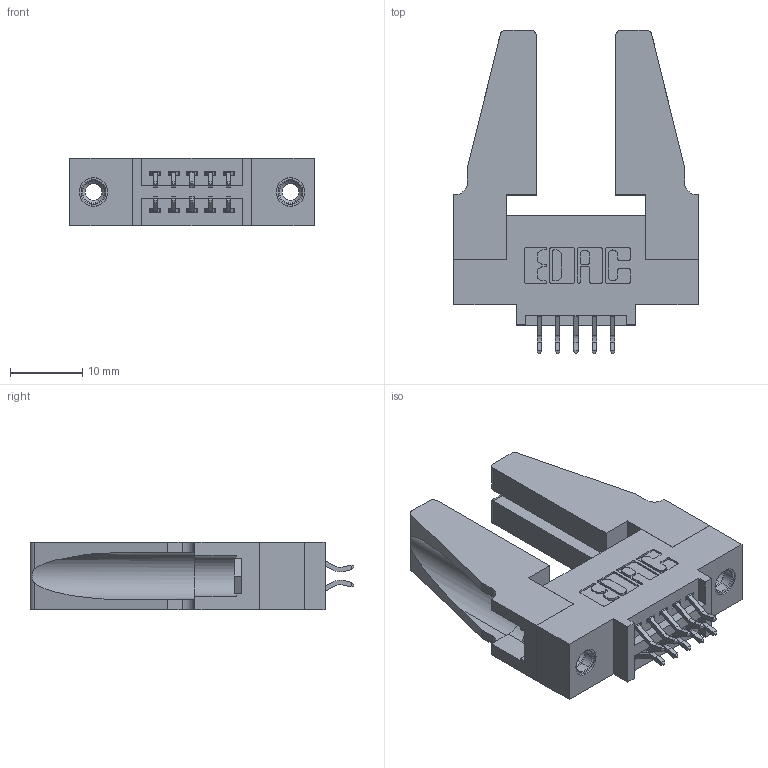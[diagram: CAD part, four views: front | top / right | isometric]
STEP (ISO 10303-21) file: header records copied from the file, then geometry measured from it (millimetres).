
FILE_DESCRIPTION (( 'STEP AP203' ), '1' );
FILE_NAME ('395-010-556-588.STEP', '2019-10-15T12:06:27', ( '' ), ( '' ), 'SwSTEP 2.0', 'SolidWorks 2016', '' );
FILE_SCHEMA (( 'CONFIG_CONTROL_DESIGN' ));
Length unit declared in the file: inch
Products named in the file (5): 345 Part_0.110 Offset - 0.156 Dia-TH; 345-292-001_556 Tail; 345-250-001_345-250-001-102; 345-220-078_345-220-088; 395-010-556-588
Assembly tree (15 placements, depth 2):
  395-010-556-588
    345 Part_0.110 Offset - 0.156 Dia-TH
    345-292-001_556 Tail  x10
    345-250-001_345-250-001-102  x2
    345-220-078_345-220-088  x2
Bounding box: 33.93 x 44.89 x 9.4 mm (x, y, z)
Volume: 6131.7 mm3; surface area: 6745.6 mm2
Topology: 15 solids, 15 shells, 814 faces, 2337 edges, 1534 vertices
Faces by surface type: plane 526, cylinder 272, cone 12, torus 4
Entity records: 11404 total; most frequent: CARTESIAN_POINT 1958, ORIENTED_EDGE 1840, DIRECTION 1764, EDGE_CURVE 920, VECTOR 718, LINE 718, VERTEX_POINT 606, AXIS2_PLACEMENT_3D 523
